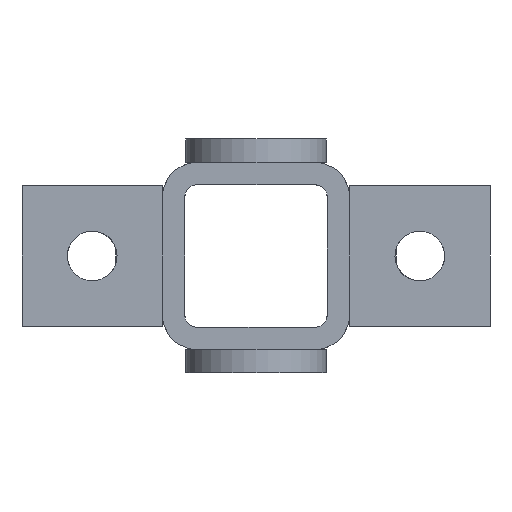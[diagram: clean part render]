
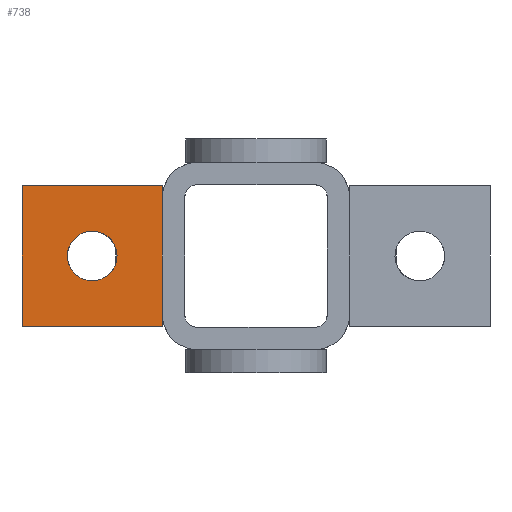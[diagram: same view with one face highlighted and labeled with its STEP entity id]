
A CAD part, left-side view. The second image highlights one B-rep face of the part: STEP entity #738.
In plain terms, the highlighted face is planar.
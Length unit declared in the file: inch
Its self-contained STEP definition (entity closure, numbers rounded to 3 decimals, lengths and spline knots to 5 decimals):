
#72=FACE_BOUND('',#151,.T.);
#104=FACE_OUTER_BOUND('',#150,.T.);
#150=EDGE_LOOP('',(#640,#641,#642,#643));
#151=EDGE_LOOP('',(#644));
#204=LINE('',#1296,#267);
#211=LINE('',#1318,#274);
#212=LINE('',#1320,#275);
#213=LINE('',#1321,#276);
#267=VECTOR('',#1013,0.75);
#274=VECTOR('',#1036,0.75);
#275=VECTOR('',#1037,0.75);
#276=VECTOR('',#1038,0.75);
#311=CIRCLE('',#841,0.1325);
#368=VERTEX_POINT('',#1293);
#369=VERTEX_POINT('',#1295);
#375=VERTEX_POINT('',#1313);
#376=VERTEX_POINT('',#1317);
#377=VERTEX_POINT('',#1319);
#457=EDGE_CURVE('',#368,#369,#204,.T.);
#466=EDGE_CURVE('',#375,#375,#311,.T.);
#468=EDGE_CURVE('',#376,#368,#211,.T.);
#469=EDGE_CURVE('',#376,#377,#212,.T.);
#470=EDGE_CURVE('',#377,#369,#213,.T.);
#640=ORIENTED_EDGE('',*,*,#457,.F.);
#641=ORIENTED_EDGE('',*,*,#468,.F.);
#642=ORIENTED_EDGE('',*,*,#469,.T.);
#643=ORIENTED_EDGE('',*,*,#470,.T.);
#644=ORIENTED_EDGE('',*,*,#466,.F.);
#700=PLANE('',#843);
#738=ADVANCED_FACE('',(#104,#72),#700,.T.);
#841=AXIS2_PLACEMENT_3D('',#1314,#1030,#1031);
#843=AXIS2_PLACEMENT_3D('',#1316,#1034,#1035);
#1013=DIRECTION('',(0.,0.,-1.));
#1030=DIRECTION('center_axis',(0.,1.,0.));
#1031=DIRECTION('ref_axis',(1.,0.,0.));
#1034=DIRECTION('center_axis',(0.,1.,0.));
#1035=DIRECTION('ref_axis',(0.,0.,1.));
#1036=DIRECTION('',(-1.,0.,0.));
#1037=DIRECTION('',(0.,0.,-1.));
#1038=DIRECTION('',(-1.,0.,0.));
#1293=CARTESIAN_POINT('',(0.,0.,0.));
#1295=CARTESIAN_POINT('',(0.,0.,-0.75));
#1296=CARTESIAN_POINT('',(0.,0.,0.));
#1313=CARTESIAN_POINT('',(0.5075,0.,-0.375));
#1314=CARTESIAN_POINT('Origin',(0.375,0.,-0.375));
#1316=CARTESIAN_POINT('Origin',(0.,0.,-0.75));
#1317=CARTESIAN_POINT('',(0.75,0.,0.));
#1318=CARTESIAN_POINT('',(0.75,0.,0.));
#1319=CARTESIAN_POINT('',(0.75,0.,-0.75));
#1320=CARTESIAN_POINT('',(0.75,0.,0.));
#1321=CARTESIAN_POINT('',(0.75,0.,-0.75));
